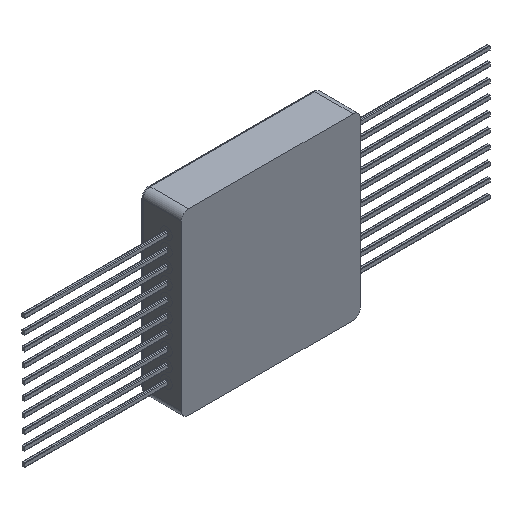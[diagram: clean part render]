
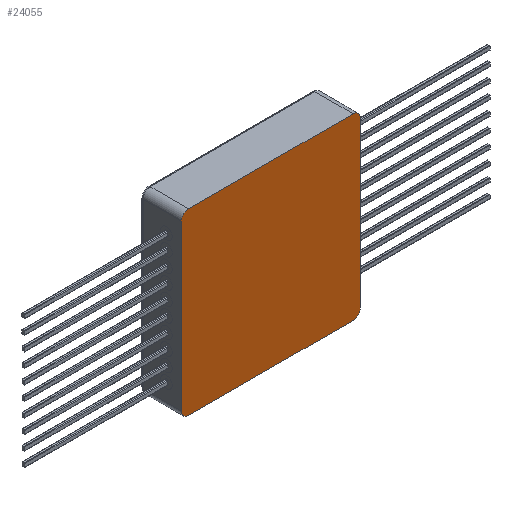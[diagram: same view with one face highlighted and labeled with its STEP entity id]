
A CAD part, isometric view. The second image highlights one B-rep face of the part: STEP entity #24055.
In plain terms, the highlighted planar face has unit normal (0, -1, 0).
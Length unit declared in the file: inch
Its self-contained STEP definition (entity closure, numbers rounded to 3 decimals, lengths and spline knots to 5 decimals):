
#120 = CARTESIAN_POINT ( 'NONE',  ( -5.06302, 1.38185, 1.24781 ) ) ;
#215 = CIRCLE ( 'NONE', #34278, 0.025 ) ;
#629 = CARTESIAN_POINT ( 'NONE',  ( -4.48802, 1.38185, 1.84781 ) ) ;
#810 = AXIS2_PLACEMENT_3D ( 'NONE', #31200, #16537, #2879 ) ;
#1487 = CARTESIAN_POINT ( 'NONE',  ( -4.48802, 1.38185, 1.82281 ) ) ;
#1904 = VERTEX_POINT ( 'NONE', #27176 ) ;
#2035 = ORIENTED_EDGE ( 'NONE', *, *, #22522, .F. ) ;
#2266 = ORIENTED_EDGE ( 'NONE', *, *, #6175, .F. ) ;
#2879 = DIRECTION ( 'NONE',  ( 0., 0., 1. ) ) ;
#3879 = DIRECTION ( 'NONE',  ( 0., 1., 0. ) ) ;
#4085 = VERTEX_POINT ( 'NONE', #34672 ) ;
#6072 = VERTEX_POINT ( 'NONE', #18185 ) ;
#6175 = EDGE_CURVE ( 'NONE', #4085, #26430, #16196, .T. ) ;
#7455 = VERTEX_POINT ( 'NONE', #13212 ) ;
#8692 = CARTESIAN_POINT ( 'NONE',  ( -4.46302, 1.38185, 1.24781 ) ) ;
#9403 = DIRECTION ( 'NONE',  ( 0., 0., 1. ) ) ;
#9846 = ORIENTED_EDGE ( 'NONE', *, *, #14119, .F. ) ;
#10672 = LINE ( 'NONE', #8692, #15841 ) ;
#11981 = EDGE_CURVE ( 'NONE', #20795, #6072, #31340, .T. ) ;
#13211 = CARTESIAN_POINT ( 'NONE',  ( -5.06302, 1.38185, 1.22281 ) ) ;
#13212 = CARTESIAN_POINT ( 'NONE',  ( -4.46302, 1.38185, 1.24781 ) ) ;
#13479 = DIRECTION ( 'NONE',  ( 0., 0., 1. ) ) ;
#13597 = EDGE_CURVE ( 'NONE', #7455, #4085, #29668, .T. ) ;
#13977 = EDGE_CURVE ( 'NONE', #1904, #7455, #10672, .T. ) ;
#14049 = ORIENTED_EDGE ( 'NONE', *, *, #19198, .F. ) ;
#14119 = EDGE_CURVE ( 'NONE', #26430, #20795, #23968, .T. ) ;
#14500 = DIRECTION ( 'NONE',  ( 0., 0., 1. ) ) ;
#14671 = CIRCLE ( 'NONE', #34816, 0.025 ) ;
#14830 = DIRECTION ( 'NONE',  ( 0., 1., 0. ) ) ;
#14864 = CARTESIAN_POINT ( 'NONE',  ( -5.06302, 1.38185, 1.82281 ) ) ;
#15066 = DIRECTION ( 'NONE',  ( 0., 0., 1. ) ) ;
#15841 = VECTOR ( 'NONE', #22754, 39.37008 ) ;
#16143 = PLANE ( 'NONE',  #27466 ) ;
#16196 = LINE ( 'NONE', #23836, #35161 ) ;
#16481 = EDGE_LOOP ( 'NONE', ( #16801, #14049, #2035, #17752, #9846, #2266, #31402, #30747 ) ) ;
#16537 = DIRECTION ( 'NONE',  ( 0., 1., 0. ) ) ;
#16801 = ORIENTED_EDGE ( 'NONE', *, *, #26829, .F. ) ;
#17752 = ORIENTED_EDGE ( 'NONE', *, *, #11981, .F. ) ;
#18185 = CARTESIAN_POINT ( 'NONE',  ( -5.08802, 1.38185, 1.82281 ) ) ;
#18932 = DIRECTION ( 'NONE',  ( -1., 0., 0. ) ) ;
#19152 = VERTEX_POINT ( 'NONE', #629 ) ;
#19198 = EDGE_CURVE ( 'NONE', #31706, #19152, #31003, .T. ) ;
#19628 = CARTESIAN_POINT ( 'NONE',  ( -4.48802, 1.38185, 1.82281 ) ) ;
#20313 = CARTESIAN_POINT ( 'NONE',  ( -5.08802, 1.38185, 1.24781 ) ) ;
#20795 = VERTEX_POINT ( 'NONE', #23156 ) ;
#22184 = DIRECTION ( 'NONE',  ( 0., 0., 1. ) ) ;
#22522 = EDGE_CURVE ( 'NONE', #6072, #31706, #215, .T. ) ;
#22601 = VECTOR ( 'NONE', #15066, 39.37008 ) ;
#22754 = DIRECTION ( 'NONE',  ( 0., 0., -1. ) ) ;
#23156 = CARTESIAN_POINT ( 'NONE',  ( -5.08802, 1.38185, 1.24781 ) ) ;
#23836 = CARTESIAN_POINT ( 'NONE',  ( -5.06302, 1.38185, 1.22281 ) ) ;
#23968 = CIRCLE ( 'NONE', #28607, 0.025 ) ;
#24055 = ADVANCED_FACE ( 'NONE', ( #25317 ), #16143, .F. ) ;
#24550 = DIRECTION ( 'NONE',  ( 0., 1., 0. ) ) ;
#24860 = CARTESIAN_POINT ( 'NONE',  ( -5.06302, 1.38185, 1.84781 ) ) ;
#25317 = FACE_OUTER_BOUND ( 'NONE', #16481, .T. ) ;
#25614 = VECTOR ( 'NONE', #30822, 39.37008 ) ;
#26430 = VERTEX_POINT ( 'NONE', #13211 ) ;
#26829 = EDGE_CURVE ( 'NONE', #19152, #1904, #14671, .T. ) ;
#27176 = CARTESIAN_POINT ( 'NONE',  ( -4.46302, 1.38185, 1.82281 ) ) ;
#27466 = AXIS2_PLACEMENT_3D ( 'NONE', #1487, #14830, #9403 ) ;
#27667 = CARTESIAN_POINT ( 'NONE',  ( -5.06302, 1.38185, 1.84781 ) ) ;
#28162 = DIRECTION ( 'NONE',  ( 0., 1., 0. ) ) ;
#28607 = AXIS2_PLACEMENT_3D ( 'NONE', #120, #24550, #22184 ) ;
#29668 = CIRCLE ( 'NONE', #810, 0.025 ) ;
#30747 = ORIENTED_EDGE ( 'NONE', *, *, #13977, .F. ) ;
#30822 = DIRECTION ( 'NONE',  ( 1., 0., 0. ) ) ;
#31003 = LINE ( 'NONE', #24860, #25614 ) ;
#31200 = CARTESIAN_POINT ( 'NONE',  ( -4.48802, 1.38185, 1.24781 ) ) ;
#31340 = LINE ( 'NONE', #20313, #22601 ) ;
#31402 = ORIENTED_EDGE ( 'NONE', *, *, #13597, .F. ) ;
#31706 = VERTEX_POINT ( 'NONE', #27667 ) ;
#34278 = AXIS2_PLACEMENT_3D ( 'NONE', #14864, #3879, #14500 ) ;
#34672 = CARTESIAN_POINT ( 'NONE',  ( -4.48802, 1.38185, 1.22281 ) ) ;
#34816 = AXIS2_PLACEMENT_3D ( 'NONE', #19628, #28162, #13479 ) ;
#35161 = VECTOR ( 'NONE', #18932, 39.37008 ) ;
